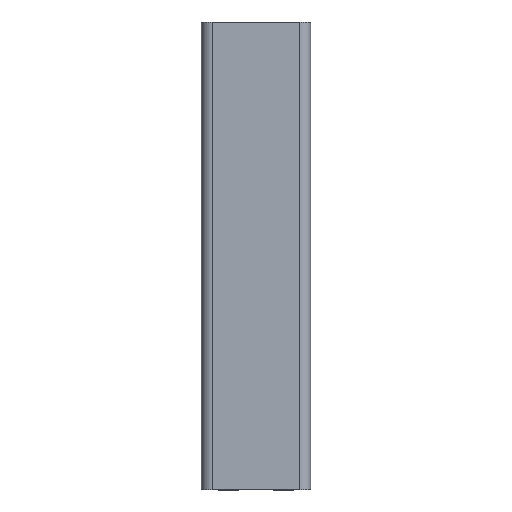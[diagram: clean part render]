
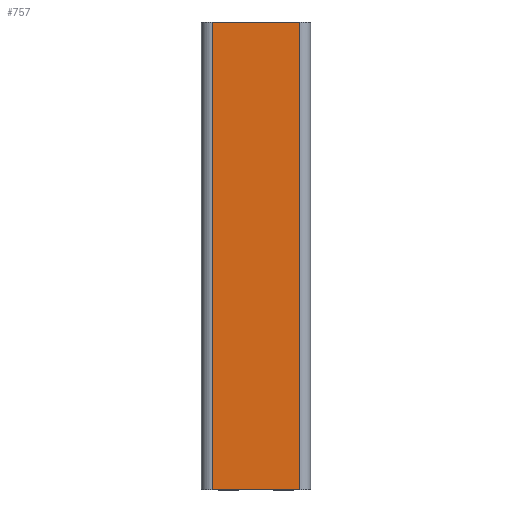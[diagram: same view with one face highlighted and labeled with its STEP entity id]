
A CAD part, top view. The second image highlights one B-rep face of the part: STEP entity #757.
In plain terms, the highlighted planar face has unit normal (0, 0, 1).
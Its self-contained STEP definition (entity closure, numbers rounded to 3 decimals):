
#56 = EDGE_CURVE ( 'NONE', #118, #178, #782, .T. ) ;
#64 = AXIS2_PLACEMENT_3D ( 'NONE', #598, #833, #440 ) ;
#118 = VERTEX_POINT ( 'NONE', #709 ) ;
#178 = VERTEX_POINT ( 'NONE', #356 ) ;
#201 = EDGE_CURVE ( 'NONE', #178, #803, #992, .T. ) ;
#214 = CARTESIAN_POINT ( 'NONE',  ( 35., -150., 60. ) ) ;
#256 = ORIENTED_EDGE ( 'NONE', *, *, #345, .T. ) ;
#258 = VECTOR ( 'NONE', #279, 1000. ) ;
#279 = DIRECTION ( 'NONE',  ( 0., -1., 0. ) ) ;
#286 = CARTESIAN_POINT ( 'NONE',  ( -28., 150., 60. ) ) ;
#294 = DIRECTION ( 'NONE',  ( 0., -1., 0. ) ) ;
#319 = DIRECTION ( 'NONE',  ( 1., 0., 0. ) ) ;
#345 = EDGE_CURVE ( 'NONE', #118, #638, #755, .T. ) ;
#352 = VECTOR ( 'NONE', #674, 1000. ) ;
#356 = CARTESIAN_POINT ( 'NONE',  ( 28., 150., 60. ) ) ;
#388 = ORIENTED_EDGE ( 'NONE', *, *, #201, .F. ) ;
#438 = VECTOR ( 'NONE', #319, 1000. ) ;
#440 = DIRECTION ( 'NONE',  ( -1., 0., 0. ) ) ;
#458 = PLANE ( 'NONE',  #64 ) ;
#524 = FACE_OUTER_BOUND ( 'NONE', #788, .T. ) ;
#598 = CARTESIAN_POINT ( 'NONE',  ( 35., 150., 60. ) ) ;
#638 = VERTEX_POINT ( 'NONE', #867 ) ;
#640 = VECTOR ( 'NONE', #294, 1000. ) ;
#643 = ORIENTED_EDGE ( 'NONE', *, *, #56, .F. ) ;
#674 = DIRECTION ( 'NONE',  ( 1., 0., 0. ) ) ;
#709 = CARTESIAN_POINT ( 'NONE',  ( -28., 150., 60. ) ) ;
#720 = ORIENTED_EDGE ( 'NONE', *, *, #834, .T. ) ;
#755 = LINE ( 'NONE', #286, #640 ) ;
#757 = ADVANCED_FACE ( 'NONE', ( #524 ), #458, .F. ) ;
#765 = LINE ( 'NONE', #214, #352 ) ;
#782 = LINE ( 'NONE', #855, #438 ) ;
#788 = EDGE_LOOP ( 'NONE', ( #720, #388, #643, #256 ) ) ;
#803 = VERTEX_POINT ( 'NONE', #991 ) ;
#833 = DIRECTION ( 'NONE',  ( 0., 0., -1. ) ) ;
#834 = EDGE_CURVE ( 'NONE', #638, #803, #765, .T. ) ;
#855 = CARTESIAN_POINT ( 'NONE',  ( 35., 150., 60. ) ) ;
#867 = CARTESIAN_POINT ( 'NONE',  ( -28., -150., 60. ) ) ;
#981 = CARTESIAN_POINT ( 'NONE',  ( 28., 150., 60. ) ) ;
#991 = CARTESIAN_POINT ( 'NONE',  ( 28., -150., 60. ) ) ;
#992 = LINE ( 'NONE', #981, #258 ) ;
